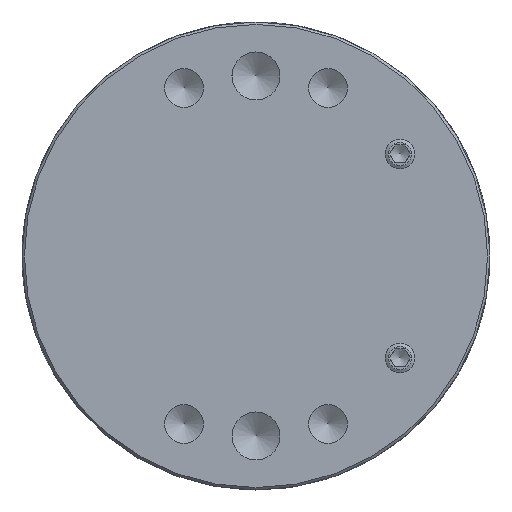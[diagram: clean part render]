
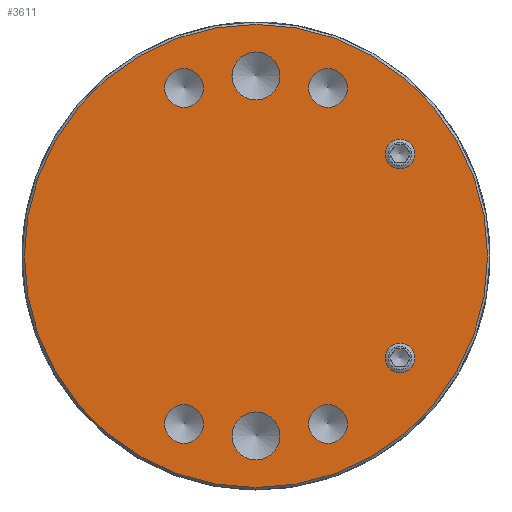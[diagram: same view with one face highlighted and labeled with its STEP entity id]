
A CAD part, front view. The second image highlights one B-rep face of the part: STEP entity #3611.
In plain terms, the highlighted face is planar.
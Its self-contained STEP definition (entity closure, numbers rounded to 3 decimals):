
#214=FACE_BOUND('',#774,.T.);
#215=FACE_BOUND('',#775,.T.);
#216=FACE_BOUND('',#776,.T.);
#217=FACE_BOUND('',#777,.T.);
#218=FACE_BOUND('',#778,.T.);
#219=FACE_BOUND('',#779,.T.);
#220=FACE_BOUND('',#780,.T.);
#221=FACE_BOUND('',#781,.T.);
#291=PLANE('',#4188);
#527=FACE_OUTER_BOUND('',#773,.T.);
#773=EDGE_LOOP('',(#3266));
#774=EDGE_LOOP('',(#3267,#3268));
#775=EDGE_LOOP('',(#3269,#3270));
#776=EDGE_LOOP('',(#3271,#3272));
#777=EDGE_LOOP('',(#3273,#3274));
#778=EDGE_LOOP('',(#3275,#3276));
#779=EDGE_LOOP('',(#3277,#3278));
#780=EDGE_LOOP('',(#3279,#3280));
#781=EDGE_LOOP('',(#3281,#3282));
#1450=CIRCLE('',#4185,19.3);
#1452=CIRCLE('',#4189,1.621);
#1453=CIRCLE('',#4190,1.621);
#1454=CIRCLE('',#4191,1.621);
#1455=CIRCLE('',#4192,1.621);
#1456=CIRCLE('',#4193,1.621);
#1457=CIRCLE('',#4194,1.621);
#1458=CIRCLE('',#4195,1.621);
#1459=CIRCLE('',#4196,1.621);
#1460=CIRCLE('',#4197,2.);
#1461=CIRCLE('',#4198,2.);
#1462=CIRCLE('',#4199,2.);
#1463=CIRCLE('',#4200,2.);
#1464=CIRCLE('',#4201,1.23);
#1465=CIRCLE('',#4202,1.23);
#1466=CIRCLE('',#4203,1.23);
#1467=CIRCLE('',#4204,1.23);
#1794=VERTEX_POINT('',#6713);
#1798=VERTEX_POINT('',#6750);
#1799=VERTEX_POINT('',#6751);
#1800=VERTEX_POINT('',#6754);
#1801=VERTEX_POINT('',#6755);
#1802=VERTEX_POINT('',#6758);
#1803=VERTEX_POINT('',#6759);
#1804=VERTEX_POINT('',#6762);
#1805=VERTEX_POINT('',#6763);
#1806=VERTEX_POINT('',#6766);
#1807=VERTEX_POINT('',#6767);
#1808=VERTEX_POINT('',#6770);
#1809=VERTEX_POINT('',#6771);
#1810=VERTEX_POINT('',#6774);
#1811=VERTEX_POINT('',#6775);
#1812=VERTEX_POINT('',#6778);
#1813=VERTEX_POINT('',#6779);
#2295=EDGE_CURVE('',#1794,#1794,#1450,.T.);
#2300=EDGE_CURVE('',#1798,#1799,#1452,.T.);
#2301=EDGE_CURVE('',#1799,#1798,#1453,.T.);
#2302=EDGE_CURVE('',#1800,#1801,#1454,.T.);
#2303=EDGE_CURVE('',#1801,#1800,#1455,.T.);
#2304=EDGE_CURVE('',#1802,#1803,#1456,.T.);
#2305=EDGE_CURVE('',#1803,#1802,#1457,.T.);
#2306=EDGE_CURVE('',#1804,#1805,#1458,.T.);
#2307=EDGE_CURVE('',#1805,#1804,#1459,.T.);
#2308=EDGE_CURVE('',#1806,#1807,#1460,.T.);
#2309=EDGE_CURVE('',#1807,#1806,#1461,.T.);
#2310=EDGE_CURVE('',#1808,#1809,#1462,.T.);
#2311=EDGE_CURVE('',#1809,#1808,#1463,.T.);
#2312=EDGE_CURVE('',#1810,#1811,#1464,.T.);
#2313=EDGE_CURVE('',#1811,#1810,#1465,.T.);
#2314=EDGE_CURVE('',#1812,#1813,#1466,.T.);
#2315=EDGE_CURVE('',#1813,#1812,#1467,.T.);
#3266=ORIENTED_EDGE('',*,*,#2295,.F.);
#3267=ORIENTED_EDGE('',*,*,#2300,.T.);
#3268=ORIENTED_EDGE('',*,*,#2301,.T.);
#3269=ORIENTED_EDGE('',*,*,#2302,.T.);
#3270=ORIENTED_EDGE('',*,*,#2303,.T.);
#3271=ORIENTED_EDGE('',*,*,#2304,.T.);
#3272=ORIENTED_EDGE('',*,*,#2305,.T.);
#3273=ORIENTED_EDGE('',*,*,#2306,.T.);
#3274=ORIENTED_EDGE('',*,*,#2307,.T.);
#3275=ORIENTED_EDGE('',*,*,#2308,.T.);
#3276=ORIENTED_EDGE('',*,*,#2309,.T.);
#3277=ORIENTED_EDGE('',*,*,#2310,.T.);
#3278=ORIENTED_EDGE('',*,*,#2311,.T.);
#3279=ORIENTED_EDGE('',*,*,#2312,.T.);
#3280=ORIENTED_EDGE('',*,*,#2313,.T.);
#3281=ORIENTED_EDGE('',*,*,#2314,.T.);
#3282=ORIENTED_EDGE('',*,*,#2315,.T.);
#3611=ADVANCED_FACE('',(#527,#214,#215,#216,#217,#218,#219,#220,#221),#291,
 .F.);
#4185=AXIS2_PLACEMENT_3D('',#6715,#5262,#5263);
#4188=AXIS2_PLACEMENT_3D('',#6749,#5270,#5271);
#4189=AXIS2_PLACEMENT_3D('',#6752,#5272,#5273);
#4190=AXIS2_PLACEMENT_3D('',#6753,#5274,#5275);
#4191=AXIS2_PLACEMENT_3D('',#6756,#5276,#5277);
#4192=AXIS2_PLACEMENT_3D('',#6757,#5278,#5279);
#4193=AXIS2_PLACEMENT_3D('',#6760,#5280,#5281);
#4194=AXIS2_PLACEMENT_3D('',#6761,#5282,#5283);
#4195=AXIS2_PLACEMENT_3D('',#6764,#5284,#5285);
#4196=AXIS2_PLACEMENT_3D('',#6765,#5286,#5287);
#4197=AXIS2_PLACEMENT_3D('',#6768,#5288,#5289);
#4198=AXIS2_PLACEMENT_3D('',#6769,#5290,#5291);
#4199=AXIS2_PLACEMENT_3D('',#6772,#5292,#5293);
#4200=AXIS2_PLACEMENT_3D('',#6773,#5294,#5295);
#4201=AXIS2_PLACEMENT_3D('',#6776,#5296,#5297);
#4202=AXIS2_PLACEMENT_3D('',#6777,#5298,#5299);
#4203=AXIS2_PLACEMENT_3D('',#6780,#5300,#5301);
#4204=AXIS2_PLACEMENT_3D('',#6781,#5302,#5303);
#5262=DIRECTION('center_axis',(0.,0.,1.));
#5263=DIRECTION('ref_axis',(-1.,0.,0.));
#5270=DIRECTION('center_axis',(0.,0.,1.));
#5271=DIRECTION('ref_axis',(1.,0.,0.));
#5272=DIRECTION('center_axis',(0.,0.,1.));
#5273=DIRECTION('ref_axis',(-1.,0.,0.));
#5274=DIRECTION('center_axis',(0.,0.,1.));
#5275=DIRECTION('ref_axis',(-1.,0.,0.));
#5276=DIRECTION('center_axis',(0.,0.,1.));
#5277=DIRECTION('ref_axis',(-1.,0.,0.));
#5278=DIRECTION('center_axis',(0.,0.,1.));
#5279=DIRECTION('ref_axis',(-1.,0.,0.));
#5280=DIRECTION('center_axis',(0.,0.,1.));
#5281=DIRECTION('ref_axis',(-1.,0.,0.));
#5282=DIRECTION('center_axis',(0.,0.,1.));
#5283=DIRECTION('ref_axis',(-1.,0.,0.));
#5284=DIRECTION('center_axis',(0.,0.,1.));
#5285=DIRECTION('ref_axis',(-1.,0.,0.));
#5286=DIRECTION('center_axis',(0.,0.,1.));
#5287=DIRECTION('ref_axis',(-1.,0.,0.));
#5288=DIRECTION('center_axis',(0.,0.,1.));
#5289=DIRECTION('ref_axis',(-1.,0.,0.));
#5290=DIRECTION('center_axis',(0.,0.,1.));
#5291=DIRECTION('ref_axis',(-1.,0.,0.));
#5292=DIRECTION('center_axis',(0.,0.,1.));
#5293=DIRECTION('ref_axis',(-1.,0.,0.));
#5294=DIRECTION('center_axis',(0.,0.,1.));
#5295=DIRECTION('ref_axis',(-1.,0.,0.));
#5296=DIRECTION('center_axis',(0.,0.,1.));
#5297=DIRECTION('ref_axis',(-1.,0.,0.));
#5298=DIRECTION('center_axis',(0.,0.,1.));
#5299=DIRECTION('ref_axis',(-1.,0.,0.));
#5300=DIRECTION('center_axis',(0.,0.,1.));
#5301=DIRECTION('ref_axis',(-1.,0.,0.));
#5302=DIRECTION('center_axis',(0.,0.,1.));
#5303=DIRECTION('ref_axis',(-1.,0.,0.));
#6713=CARTESIAN_POINT('',(19.3,0.,0.));
#6715=CARTESIAN_POINT('Origin',(0.,0.,0.));
#6749=CARTESIAN_POINT('Origin',(0.,0.,
0.));
#6750=CARTESIAN_POINT('',(4.379,-14.,0.));
#6751=CARTESIAN_POINT('',(7.621,-14.,0.));
#6752=CARTESIAN_POINT('Origin',(6.,-14.,0.));
#6753=CARTESIAN_POINT('Origin',(6.,-14.,0.));
#6754=CARTESIAN_POINT('',(-7.621,14.,0.));
#6755=CARTESIAN_POINT('',(-4.379,14.,0.));
#6756=CARTESIAN_POINT('Origin',(-6.,14.,0.));
#6757=CARTESIAN_POINT('Origin',(-6.,14.,0.));
#6758=CARTESIAN_POINT('',(4.379,14.,0.));
#6759=CARTESIAN_POINT('',(7.621,14.,0.));
#6760=CARTESIAN_POINT('Origin',(6.,14.,0.));
#6761=CARTESIAN_POINT('Origin',(6.,14.,0.));
#6762=CARTESIAN_POINT('',(-7.621,-14.,0.));
#6763=CARTESIAN_POINT('',(-4.379,-14.,0.));
#6764=CARTESIAN_POINT('Origin',(-6.,-14.,0.));
#6765=CARTESIAN_POINT('Origin',(-6.,-14.,0.));
#6766=CARTESIAN_POINT('',(-2.,-15.,0.));
#6767=CARTESIAN_POINT('',(2.,-15.,0.));
#6768=CARTESIAN_POINT('Origin',(0.,-15.,0.));
#6769=CARTESIAN_POINT('Origin',(0.,-15.,0.));
#6770=CARTESIAN_POINT('',(-2.,15.,0.));
#6771=CARTESIAN_POINT('',(2.,15.,0.));
#6772=CARTESIAN_POINT('Origin',(0.,15.,0.));
#6773=CARTESIAN_POINT('Origin',(0.,15.,0.));
#6774=CARTESIAN_POINT('',(-13.23,-8.5,0.));
#6775=CARTESIAN_POINT('',(-10.771,-8.5,0.));
#6776=CARTESIAN_POINT('Origin',(-12.,-8.5,0.));
#6777=CARTESIAN_POINT('Origin',(-12.,-8.5,0.));
#6778=CARTESIAN_POINT('',(-13.23,8.5,0.));
#6779=CARTESIAN_POINT('',(-10.771,8.5,0.));
#6780=CARTESIAN_POINT('Origin',(-12.,8.5,0.));
#6781=CARTESIAN_POINT('Origin',(-12.,8.5,0.));
